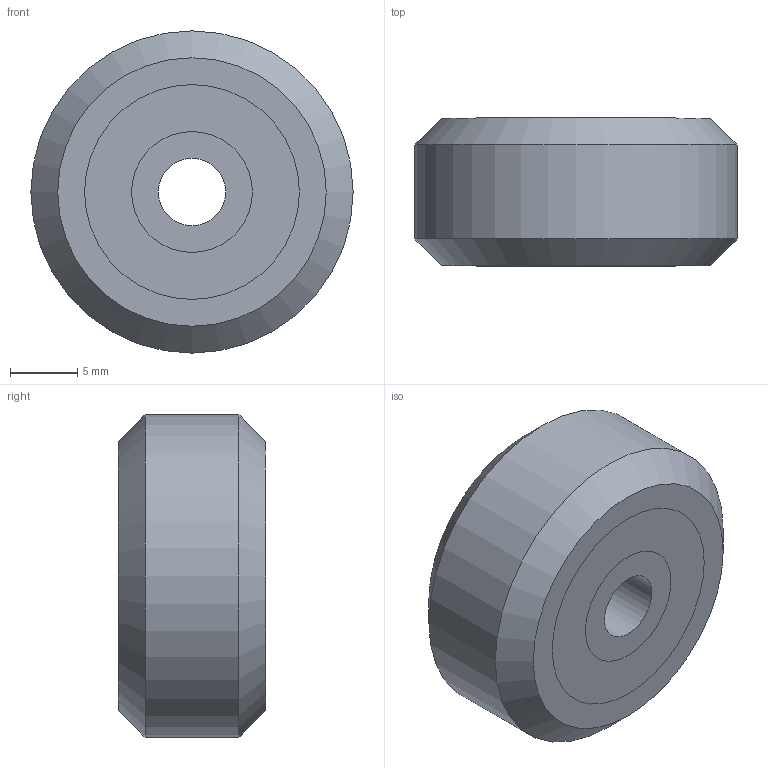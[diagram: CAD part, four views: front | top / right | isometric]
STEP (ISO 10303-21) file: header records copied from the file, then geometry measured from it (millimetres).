
FILE_DESCRIPTION(/* description */ (''),/* implementation_level */ '2;1');
FILE_NAME(/* name */ 'POM Wheel v2.step',/* time_stamp */ '2023-07-03T09:42:52-04:00',/* author */ (''),/* organization */ (''),/* preprocessor_version */ 'ST-DEVELOPER v19.2',/* originating_system */ 'Autodesk Translation Framework v12.6.0.85',/* authorisation */ '');
FILE_SCHEMA (('AUTOMOTIVE_DESIGN { 1 0 10303 214 3 1 1 }'));
Length unit declared in the file: millimetre
Products named in the file (1): POM Wheel
Bounding box: 24 x 11 x 24 mm (x, y, z)
Volume: 4475.5 mm3; surface area: 3408.5 mm2
Topology: 3 solids, 3 shells, 14 faces, 22 edges, 14 vertices
Faces by surface type: cylinder 6, plane 6, cone 2
Full cylindrical faces by diameter (mm): 5 x1, 9 x2, 16 x2, 24 x1
Entity records: 381 total; most frequent: DIRECTION 66, CARTESIAN_POINT 51, ORIENTED_EDGE 44, AXIS2_PLACEMENT_3D 29, EDGE_CURVE 22, EDGE_LOOP 20, FACE_OUTER_BOUND 14, CIRCLE 14
